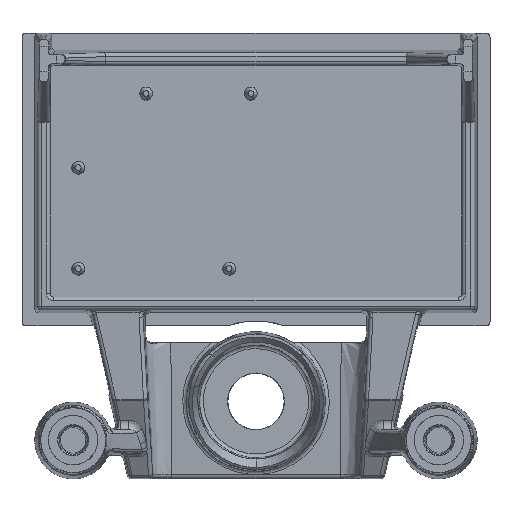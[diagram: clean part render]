
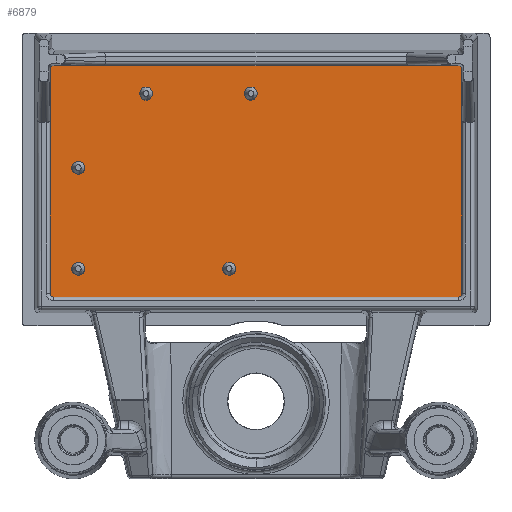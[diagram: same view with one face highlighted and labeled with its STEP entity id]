
A CAD part, top view. The second image highlights one B-rep face of the part: STEP entity #6879.
In plain terms, the highlighted planar face has unit normal (0, 0, 1).
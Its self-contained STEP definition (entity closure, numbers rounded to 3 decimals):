
#370=ELLIPSE('',#7443,0.3,0.3);
#376=ELLIPSE('',#7456,0.3,0.3);
#394=ELLIPSE('',#7535,0.3,0.3);
#395=ELLIPSE('',#7536,0.3,0.3);
#483=CIRCLE('',#7103,0.5);
#486=CIRCLE('',#7109,0.5);
#489=CIRCLE('',#7115,0.5);
#492=CIRCLE('',#7121,0.5);
#579=CIRCLE('',#7537,0.5);
#1793=ORIENTED_EDGE('',*,*,#3391,.T.);
#1794=ORIENTED_EDGE('',*,*,#3405,.F.);
#1795=ORIENTED_EDGE('',*,*,#3515,.T.);
#1796=ORIENTED_EDGE('',*,*,#3516,.T.);
#1797=ORIENTED_EDGE('',*,*,#3517,.F.);
#1798=ORIENTED_EDGE('',*,*,#3518,.T.);
#1799=ORIENTED_EDGE('',*,*,#3408,.T.);
#1800=ORIENTED_EDGE('',*,*,#3385,.F.);
#1801=ORIENTED_EDGE('',*,*,#3519,.T.);
#1802=ORIENTED_EDGE('',*,*,#2847,.T.);
#1803=ORIENTED_EDGE('',*,*,#2844,.T.);
#1804=ORIENTED_EDGE('',*,*,#2841,.T.);
#1805=ORIENTED_EDGE('',*,*,#2838,.T.);
#2838=EDGE_CURVE('',#3851,#3851,#483,.T.);
#2841=EDGE_CURVE('',#3854,#3854,#486,.T.);
#2844=EDGE_CURVE('',#3857,#3857,#489,.T.);
#2847=EDGE_CURVE('',#3860,#3860,#492,.T.);
#3385=EDGE_CURVE('',#4273,#4274,#370,.T.);
#3391=EDGE_CURVE('',#4273,#4278,#4813,.T.);
#3405=EDGE_CURVE('',#4287,#4278,#376,.T.);
#3408=EDGE_CURVE('',#4288,#4274,#4822,.T.);
#3515=EDGE_CURVE('',#4287,#4351,#4865,.T.);
#3516=EDGE_CURVE('',#4351,#4352,#394,.T.);
#3517=EDGE_CURVE('',#4353,#4352,#4866,.T.);
#3518=EDGE_CURVE('',#4353,#4288,#395,.T.);
#3519=EDGE_CURVE('',#4354,#4354,#579,.T.);
#3851=VERTEX_POINT('',#9811);
#3854=VERTEX_POINT('',#9820);
#3857=VERTEX_POINT('',#9829);
#3860=VERTEX_POINT('',#9838);
#4273=VERTEX_POINT('',#12367);
#4274=VERTEX_POINT('',#12369);
#4278=VERTEX_POINT('',#12379);
#4287=VERTEX_POINT('',#12431);
#4288=VERTEX_POINT('',#12436);
#4351=VERTEX_POINT('',#13051);
#4352=VERTEX_POINT('',#13053);
#4353=VERTEX_POINT('',#13055);
#4354=VERTEX_POINT('',#13058);
#4813=LINE('',#12380,#5332);
#4822=LINE('',#12435,#5341);
#4865=LINE('',#13050,#5384);
#4866=LINE('',#13054,#5385);
#5332=VECTOR('',#8833,1000.);
#5341=VECTOR('',#8868,1000.);
#5384=VECTOR('',#9065,1000.);
#5385=VECTOR('',#9068,1000.);
#5783=EDGE_LOOP('',(#1793,#1794,#1795,#1796,#1797,#1798,#1799,#1800));
#5784=EDGE_LOOP('',(#1801));
#5785=EDGE_LOOP('',(#1802));
#5786=EDGE_LOOP('',(#1803));
#5787=EDGE_LOOP('',(#1804));
#5788=EDGE_LOOP('',(#1805));
#6262=FACE_BOUND('',#5783,.T.);
#6263=FACE_BOUND('',#5784,.T.);
#6264=FACE_BOUND('',#5785,.T.);
#6265=FACE_BOUND('',#5786,.T.);
#6266=FACE_BOUND('',#5787,.T.);
#6267=FACE_BOUND('',#5788,.T.);
#6586=PLANE('',#7534);
#6879=ADVANCED_FACE('',(#6262,#6263,#6264,#6265,#6266,#6267),#6586,.F.);
#7103=AXIS2_PLACEMENT_3D('',#9810,#7855,#7856);
#7109=AXIS2_PLACEMENT_3D('',#9819,#7867,#7868);
#7115=AXIS2_PLACEMENT_3D('',#9828,#7879,#7880);
#7121=AXIS2_PLACEMENT_3D('',#9837,#7891,#7892);
#7443=AXIS2_PLACEMENT_3D('',#12368,#8824,#8825);
#7456=AXIS2_PLACEMENT_3D('',#12430,#8862,#8863);
#7534=AXIS2_PLACEMENT_3D('',#13049,#9063,#9064);
#7535=AXIS2_PLACEMENT_3D('',#13052,#9066,#9067);
#7536=AXIS2_PLACEMENT_3D('',#13056,#9069,#9070);
#7537=AXIS2_PLACEMENT_3D('',#13057,#9071,#9072);
#7855=DIRECTION('',(0.,0.,-1.));
#7856=DIRECTION('',(-1.,0.,0.));
#7867=DIRECTION('',(0.,0.,-1.));
#7868=DIRECTION('',(-1.,0.,0.));
#7879=DIRECTION('',(0.,0.,-1.));
#7880=DIRECTION('',(-1.,0.,0.));
#7891=DIRECTION('',(0.,0.,-1.));
#7892=DIRECTION('',(-1.,0.,0.));
#8824=DIRECTION('',(0.,0.,-1.));
#8825=DIRECTION('',(-0.707,0.707,0.));
#8833=DIRECTION('',(0.,-1.,0.));
#8862=DIRECTION('',(0.,0.,-1.));
#8863=DIRECTION('',(-0.555,0.832,0.));
#8868=DIRECTION('',(-1.,0.,0.));
#9063=DIRECTION('',(0.,0.,-1.));
#9064=DIRECTION('',(-1.,0.,0.));
#9065=DIRECTION('',(1.,0.,0.));
#9066=DIRECTION('',(0.,0.,1.));
#9067=DIRECTION('',(0.555,0.832,0.));
#9068=DIRECTION('',(0.,-1.,0.));
#9069=DIRECTION('',(0.,0.,1.));
#9070=DIRECTION('',(0.707,0.707,0.));
#9071=DIRECTION('',(0.,0.,-1.));
#9072=DIRECTION('',(-1.,0.,0.));
#9810=CARTESIAN_POINT('',(-2.1,-6.85,10.));
#9811=CARTESIAN_POINT('',(-2.6,-6.85,10.));
#9819=CARTESIAN_POINT('',(-0.4,6.85,10.));
#9820=CARTESIAN_POINT('',(-0.9,6.85,10.));
#9828=CARTESIAN_POINT('',(-8.6,6.85,10.));
#9829=CARTESIAN_POINT('',(-9.1,6.85,10.));
#9837=CARTESIAN_POINT('',(-13.9,1.05,10.));
#9838=CARTESIAN_POINT('',(-14.4,1.05,10.));
#12367=CARTESIAN_POINT('',(-16.109,8.759,10.));
#12368=CARTESIAN_POINT('',(-15.809,8.759,10.));
#12369=CARTESIAN_POINT('',(-15.809,9.059,10.));
#12379=CARTESIAN_POINT('',(-16.109,-8.758,10.));
#12380=CARTESIAN_POINT('',(-16.109,0.643,10.));
#12430=CARTESIAN_POINT('',(-15.809,-8.758,10.));
#12431=CARTESIAN_POINT('',(-15.809,-9.058,10.));
#12435=CARTESIAN_POINT('',(-9.023,9.059,10.));
#12436=CARTESIAN_POINT('',(15.809,9.059,10.));
#13049=CARTESIAN_POINT('',(0.,0.,10.));
#13050=CARTESIAN_POINT('',(0.,-9.058,10.));
#13051=CARTESIAN_POINT('',(15.809,-9.058,10.));
#13052=CARTESIAN_POINT('',(15.809,-8.758,10.));
#13053=CARTESIAN_POINT('',(16.109,-8.758,10.));
#13054=CARTESIAN_POINT('',(16.109,0.643,10.));
#13055=CARTESIAN_POINT('',(16.109,8.759,10.));
#13056=CARTESIAN_POINT('',(15.809,8.759,10.));
#13057=CARTESIAN_POINT('',(-13.9,-6.85,10.));
#13058=CARTESIAN_POINT('',(-14.4,-6.85,10.));
